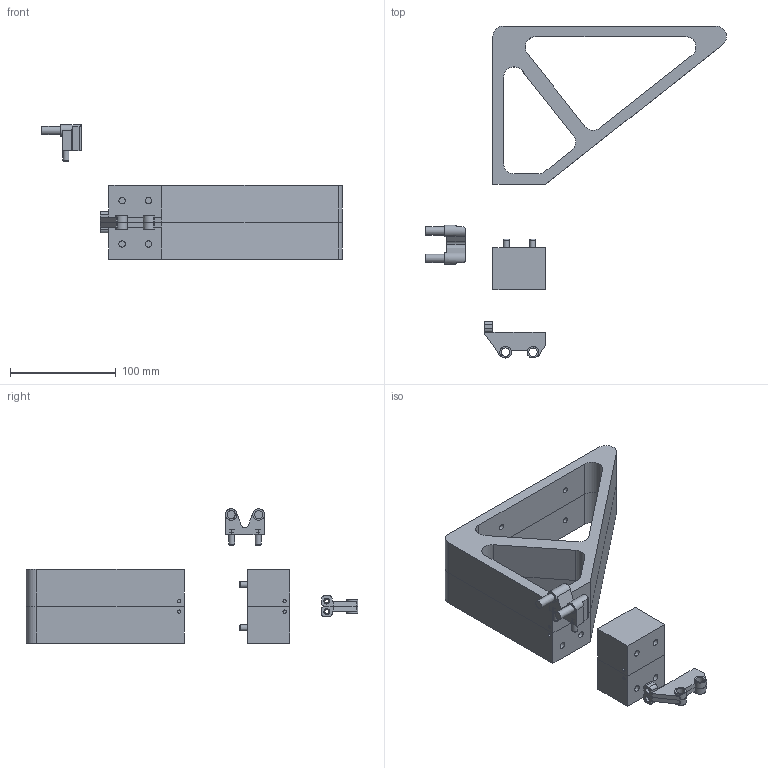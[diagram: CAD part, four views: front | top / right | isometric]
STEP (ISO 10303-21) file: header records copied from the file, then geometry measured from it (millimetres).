
FILE_DESCRIPTION(/* description */ ('STEP AP214'),/* implementation_level */ '2;1');
FILE_NAME(/* name */ 'TopSpoolMount.step',/* time_stamp */ '2025-10-12T02:38:33+02:00',/* author */ (''),/* organization */ (''),/* preprocessor_version */ 'ST-DEVELOPER v20.1',/* originating_system */ 'Autodesk Translation Framework v14.17.0.0',/* authorisation */ '');
FILE_SCHEMA (('AUTOMOTIVE_DESIGN { 1 0 10303 214 3 1 1 }'));
Length unit declared in the file: millimetre
Products named in the file (1): MP4802-0000 500³ß´ç3D´òÓ¡
»ú V8 3d printer
Bounding box: 284.88 x 314.5 x 127.5 mm (x, y, z)
Volume: 740987.4 mm3; surface area: 163224 mm2
Topology: 9 solids, 9 shells, 212 faces, 525 edges, 349 vertices
Faces by surface type: plane 128, cylinder 76, torus 8
Full cylindrical faces by diameter (mm): 3.1 x4, 3.8 x2, 5.2 x4, 5.6 x2, 5.7 x6, 6 x8, 7.7 x2, 8 x4, 11 x6
Entity records: 6543 total; most frequent: DIRECTION 1130, CARTESIAN_POINT 1117, ORIENTED_EDGE 1054, EDGE_CURVE 527, AXIS2_PLACEMENT_3D 394, VERTEX_POINT 349, LINE 342, VECTOR 342
